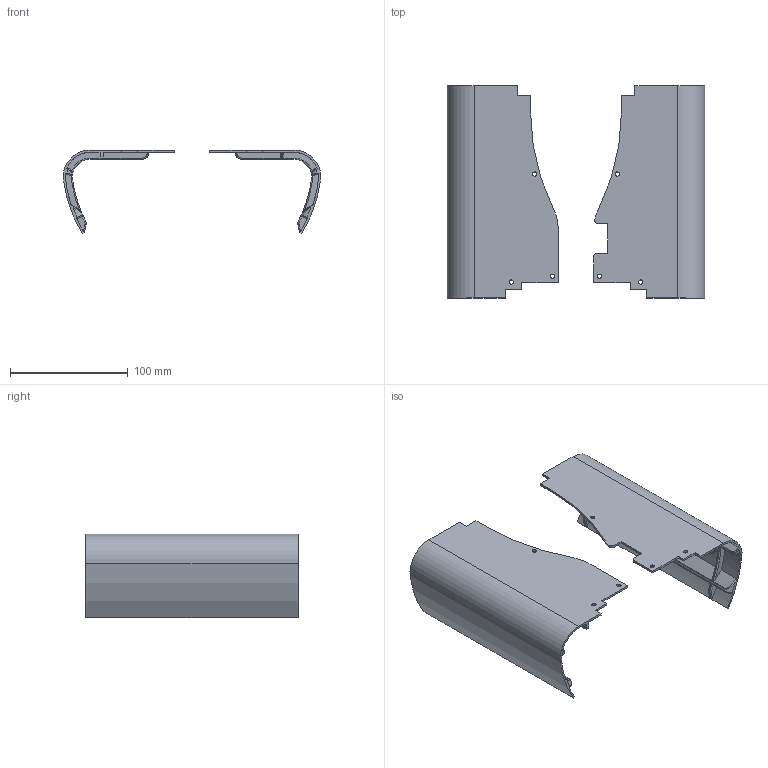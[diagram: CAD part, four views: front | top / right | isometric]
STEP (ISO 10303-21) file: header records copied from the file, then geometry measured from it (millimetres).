
FILE_DESCRIPTION (( 'STEP AP203' ), '1' );
FILE_NAME ('GUARD REV 0.STEP', '2023-02-26T21:57:22', ( '' ), ( '' ), 'SwSTEP 2.0', 'SolidWorks 2020', '' );
FILE_SCHEMA (( 'CONFIG_CONTROL_DESIGN' ));
Length unit declared in the file: millimetre
Products named in the file (1): GUARD REV 0
Bounding box: 218.38 x 180 x 71.24 mm (x, y, z)
Volume: 133785.7 mm3; surface area: 118407.8 mm2
Topology: 2 solids, 2 shells, 346 faces, 908 edges, 566 vertices
Faces by surface type: cylinder 157, plane 113, torus 60, bspline 16
Entity records: 12409 total; most frequent: CARTESIAN_POINT 3893, ORIENTED_EDGE 1816, DIRECTION 1764, EDGE_CURVE 908, AXIS2_PLACEMENT_3D 661, VERTEX_POINT 566, VECTOR 442, LINE 442
